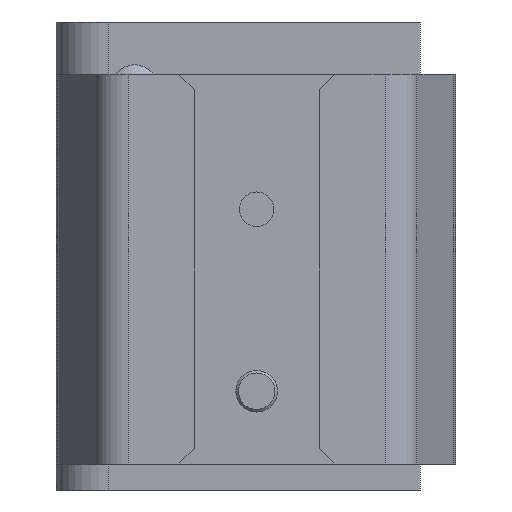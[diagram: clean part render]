
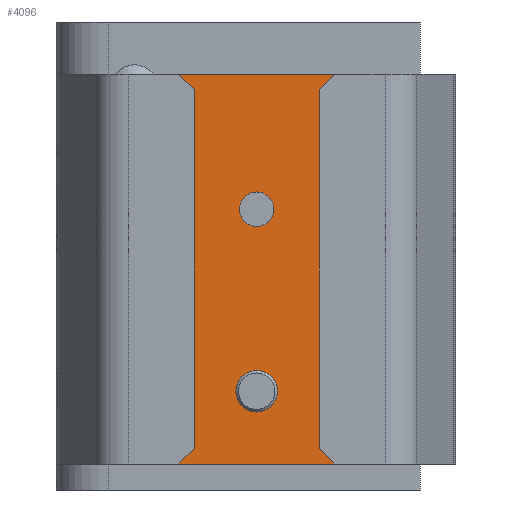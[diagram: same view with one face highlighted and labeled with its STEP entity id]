
A CAD part, front view. The second image highlights one B-rep face of the part: STEP entity #4096.
In plain terms, the highlighted planar face has unit normal (0, -1, 0).
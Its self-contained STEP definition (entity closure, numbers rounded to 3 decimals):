
#47=ELLIPSE('',#4345,4.243,3.);
#51=ELLIPSE('',#4351,4.243,3.);
#58=ELLIPSE('',#4369,4.243,3.);
#59=ELLIPSE('',#4370,4.243,3.);
#60=ELLIPSE('',#4371,4.243,3.);
#61=ELLIPSE('',#4372,4.243,3.);
#62=ELLIPSE('',#4373,4.243,3.);
#63=ELLIPSE('',#4374,4.243,3.);
#160=LINE('',#6291,#520);
#161=LINE('',#6294,#521);
#162=LINE('',#6295,#522);
#163=LINE('',#6299,#523);
#164=LINE('',#6303,#524);
#165=LINE('',#6305,#525);
#166=LINE('',#6307,#526);
#167=LINE('',#6311,#527);
#168=LINE('',#6315,#528);
#169=LINE('',#6319,#529);
#170=LINE('',#6323,#530);
#171=LINE('',#6324,#531);
#520=VECTOR('',#4837,10.);
#521=VECTOR('',#4840,10.);
#522=VECTOR('',#4841,10.);
#523=VECTOR('',#4844,10.);
#524=VECTOR('',#4847,10.);
#525=VECTOR('',#4848,10.);
#526=VECTOR('',#4849,10.);
#527=VECTOR('',#4852,10.);
#528=VECTOR('',#4855,10.);
#529=VECTOR('',#4858,10.);
#530=VECTOR('',#4861,10.);
#531=VECTOR('',#4862,10.);
#828=PLANE('',#4368);
#1066=FACE_BOUND('',#1386,.T.);
#1067=FACE_BOUND('',#1387,.T.);
#1134=FACE_OUTER_BOUND('',#1385,.T.);
#1385=EDGE_LOOP('',(#2879,#2880,#2881,#2882,#2883,#2884,#2885,#2886,#2887,
#2888,#2889,#2890,#2891,#2892,#2893,#2894,#2895,#2896,#2897,#2898));
#1386=EDGE_LOOP('',(#2899));
#1387=EDGE_LOOP('',(#2900));
#1586=CIRCLE('',#4284,4.);
#1614=CIRCLE('',#4375,3.324);
#1665=VERTEX_POINT('',#5554);
#1724=VERTEX_POINT('',#5964);
#1725=VERTEX_POINT('',#5965);
#1732=VERTEX_POINT('',#5988);
#1733=VERTEX_POINT('',#5990);
#1804=VERTEX_POINT('',#6286);
#1805=VERTEX_POINT('',#6293);
#1806=VERTEX_POINT('',#6296);
#1807=VERTEX_POINT('',#6298);
#1808=VERTEX_POINT('',#6300);
#1809=VERTEX_POINT('',#6302);
#1810=VERTEX_POINT('',#6304);
#1811=VERTEX_POINT('',#6306);
#1812=VERTEX_POINT('',#6308);
#1813=VERTEX_POINT('',#6310);
#1814=VERTEX_POINT('',#6312);
#1815=VERTEX_POINT('',#6314);
#1816=VERTEX_POINT('',#6316);
#1817=VERTEX_POINT('',#6318);
#1818=VERTEX_POINT('',#6320);
#1819=VERTEX_POINT('',#6322);
#1820=VERTEX_POINT('',#6325);
#2054=EDGE_CURVE('',#1665,#1665,#1586,.T.);
#2135=EDGE_CURVE('',#1724,#1725,#47,.T.);
#2144=EDGE_CURVE('',#1732,#1733,#51,.F.);
#2222=EDGE_CURVE('',#1804,#1725,#160,.F.);
#2223=EDGE_CURVE('',#1733,#1805,#161,.F.);
#2224=EDGE_CURVE('',#1732,#1724,#162,.T.);
#2225=EDGE_CURVE('',#1806,#1804,#58,.F.);
#2226=EDGE_CURVE('',#1806,#1807,#163,.T.);
#2227=EDGE_CURVE('',#1807,#1808,#59,.T.);
#2228=EDGE_CURVE('',#1808,#1809,#164,.T.);
#2229=EDGE_CURVE('',#1809,#1810,#165,.T.);
#2230=EDGE_CURVE('',#1811,#1810,#166,.T.);
#2231=EDGE_CURVE('',#1812,#1811,#60,.F.);
#2232=EDGE_CURVE('',#1812,#1813,#167,.T.);
#2233=EDGE_CURVE('',#1813,#1814,#61,.T.);
#2234=EDGE_CURVE('',#1815,#1814,#168,.T.);
#2235=EDGE_CURVE('',#1816,#1815,#62,.F.);
#2236=EDGE_CURVE('',#1816,#1817,#169,.T.);
#2237=EDGE_CURVE('',#1817,#1818,#63,.T.);
#2238=EDGE_CURVE('',#1819,#1818,#170,.T.);
#2239=EDGE_CURVE('',#1819,#1805,#171,.T.);
#2240=EDGE_CURVE('',#1820,#1820,#1614,.T.);
#2879=ORIENTED_EDGE('',*,*,#2223,.F.);
#2880=ORIENTED_EDGE('',*,*,#2144,.F.);
#2881=ORIENTED_EDGE('',*,*,#2224,.T.);
#2882=ORIENTED_EDGE('',*,*,#2135,.T.);
#2883=ORIENTED_EDGE('',*,*,#2222,.F.);
#2884=ORIENTED_EDGE('',*,*,#2225,.F.);
#2885=ORIENTED_EDGE('',*,*,#2226,.T.);
#2886=ORIENTED_EDGE('',*,*,#2227,.T.);
#2887=ORIENTED_EDGE('',*,*,#2228,.T.);
#2888=ORIENTED_EDGE('',*,*,#2229,.T.);
#2889=ORIENTED_EDGE('',*,*,#2230,.F.);
#2890=ORIENTED_EDGE('',*,*,#2231,.F.);
#2891=ORIENTED_EDGE('',*,*,#2232,.T.);
#2892=ORIENTED_EDGE('',*,*,#2233,.T.);
#2893=ORIENTED_EDGE('',*,*,#2234,.F.);
#2894=ORIENTED_EDGE('',*,*,#2235,.F.);
#2895=ORIENTED_EDGE('',*,*,#2236,.T.);
#2896=ORIENTED_EDGE('',*,*,#2237,.T.);
#2897=ORIENTED_EDGE('',*,*,#2238,.F.);
#2898=ORIENTED_EDGE('',*,*,#2239,.T.);
#2899=ORIENTED_EDGE('',*,*,#2054,.T.);
#2900=ORIENTED_EDGE('',*,*,#2240,.T.);
#4096=ADVANCED_FACE('',(#1134,#1066,#1067),#828,.T.);
#4284=AXIS2_PLACEMENT_3D('',#5555,#4590,#4591);
#4345=AXIS2_PLACEMENT_3D('',#5966,#4756,#4757);
#4351=AXIS2_PLACEMENT_3D('',#5991,#4771,#4772);
#4368=AXIS2_PLACEMENT_3D('',#6292,#4838,#4839);
#4369=AXIS2_PLACEMENT_3D('',#6297,#4842,#4843);
#4370=AXIS2_PLACEMENT_3D('',#6301,#4845,#4846);
#4371=AXIS2_PLACEMENT_3D('',#6309,#4850,#4851);
#4372=AXIS2_PLACEMENT_3D('',#6313,#4853,#4854);
#4373=AXIS2_PLACEMENT_3D('',#6317,#4856,#4857);
#4374=AXIS2_PLACEMENT_3D('',#6321,#4859,#4860);
#4375=AXIS2_PLACEMENT_3D('',#6326,#4863,#4864);
#4590=DIRECTION('center_axis',(0.,1.,0.));
#4591=DIRECTION('ref_axis',(-1.,0.,0.));
#4756=DIRECTION('center_axis',(0.,1.,0.));
#4757=DIRECTION('ref_axis',(-1.,0.,0.));
#4771=DIRECTION('center_axis',(0.,1.,0.));
#4772=DIRECTION('ref_axis',(-1.,0.,0.));
#4837=DIRECTION('',(0.,0.,1.));
#4838=DIRECTION('center_axis',(0.,-1.,0.));
#4839=DIRECTION('ref_axis',(0.,0.,-1.));
#4840=DIRECTION('',(0.,0.,1.));
#4841=DIRECTION('',(0.,0.,1.));
#4842=DIRECTION('center_axis',(0.,1.,0.));
#4843=DIRECTION('ref_axis',(-1.,0.,0.));
#4844=DIRECTION('',(0.,0.,1.));
#4845=DIRECTION('center_axis',(0.,1.,0.));
#4846=DIRECTION('ref_axis',(-1.,0.,0.));
#4847=DIRECTION('',(0.,0.,1.));
#4848=DIRECTION('',(-1.,0.,0.));
#4849=DIRECTION('',(0.,0.,1.));
#4850=DIRECTION('center_axis',(0.,1.,0.));
#4851=DIRECTION('ref_axis',(1.,0.,0.));
#4852=DIRECTION('',(0.,0.,-1.));
#4853=DIRECTION('center_axis',(0.,1.,0.));
#4854=DIRECTION('ref_axis',(1.,0.,0.));
#4855=DIRECTION('',(0.,0.,1.));
#4856=DIRECTION('center_axis',(0.,1.,0.));
#4857=DIRECTION('ref_axis',(1.,0.,0.));
#4858=DIRECTION('',(0.,0.,-1.));
#4859=DIRECTION('center_axis',(0.,1.,0.));
#4860=DIRECTION('ref_axis',(1.,0.,0.));
#4861=DIRECTION('',(0.,0.,1.));
#4862=DIRECTION('',(1.,0.,0.));
#4863=DIRECTION('center_axis',(0.,1.,0.));
#4864=DIRECTION('ref_axis',(1.,0.,0.));
#5554=CARTESIAN_POINT('',(4.,70.,-23.5));
#5555=CARTESIAN_POINT('Origin',(0.,70.,-23.5));
#5964=CARTESIAN_POINT('',(28.75,70.,-21.243));
#5965=CARTESIAN_POINT('',(29.75,70.,-19.308));
#5966=CARTESIAN_POINT('Origin',(32.993,70.,-21.243));
#5988=CARTESIAN_POINT('',(28.75,70.,-23.757));
#5990=CARTESIAN_POINT('',(29.75,70.,-25.692));
#5991=CARTESIAN_POINT('Origin',(32.993,70.,-23.757));
#6286=CARTESIAN_POINT('',(29.75,70.,19.308));
#6291=CARTESIAN_POINT('',(29.75,70.,0.));
#6292=CARTESIAN_POINT('Origin',(-29.75,70.,0.));
#6293=CARTESIAN_POINT('',(29.75,70.,-37.5));
#6294=CARTESIAN_POINT('',(29.75,70.,0.));
#6295=CARTESIAN_POINT('',(28.75,70.,-11.25));
#6296=CARTESIAN_POINT('',(28.75,70.,21.243));
#6297=CARTESIAN_POINT('Origin',(32.993,70.,21.243));
#6298=CARTESIAN_POINT('',(28.75,70.,23.757));
#6299=CARTESIAN_POINT('',(28.75,70.,11.25));
#6300=CARTESIAN_POINT('',(29.75,70.,25.692));
#6301=CARTESIAN_POINT('Origin',(32.993,70.,23.757));
#6302=CARTESIAN_POINT('',(29.75,70.,37.5));
#6303=CARTESIAN_POINT('',(29.75,70.,0.));
#6304=CARTESIAN_POINT('',(-29.75,70.,37.5));
#6305=CARTESIAN_POINT('',(-29.75,70.,37.5));
#6306=CARTESIAN_POINT('',(-29.75,70.,25.692));
#6307=CARTESIAN_POINT('',(-29.75,70.,0.));
#6308=CARTESIAN_POINT('',(-28.75,70.,23.757));
#6309=CARTESIAN_POINT('Origin',(-32.993,70.,23.757));
#6310=CARTESIAN_POINT('',(-28.75,70.,21.243));
#6311=CARTESIAN_POINT('',(-28.75,70.,11.25));
#6312=CARTESIAN_POINT('',(-29.75,70.,19.308));
#6313=CARTESIAN_POINT('Origin',(-32.993,70.,21.243));
#6314=CARTESIAN_POINT('',(-29.75,70.,-19.308));
#6315=CARTESIAN_POINT('',(-29.75,70.,0.));
#6316=CARTESIAN_POINT('',(-28.75,70.,-21.243));
#6317=CARTESIAN_POINT('Origin',(-32.993,70.,-21.243));
#6318=CARTESIAN_POINT('',(-28.75,70.,-23.757));
#6319=CARTESIAN_POINT('',(-28.75,70.,-11.25));
#6320=CARTESIAN_POINT('',(-29.75,70.,-25.692));
#6321=CARTESIAN_POINT('Origin',(-32.993,70.,-23.757));
#6322=CARTESIAN_POINT('',(-29.75,70.,-37.5));
#6323=CARTESIAN_POINT('',(-29.75,70.,0.));
#6324=CARTESIAN_POINT('',(-29.75,70.,-37.5));
#6325=CARTESIAN_POINT('',(-3.324,70.,11.5));
#6326=CARTESIAN_POINT('Origin',(0.,70.,11.5));
